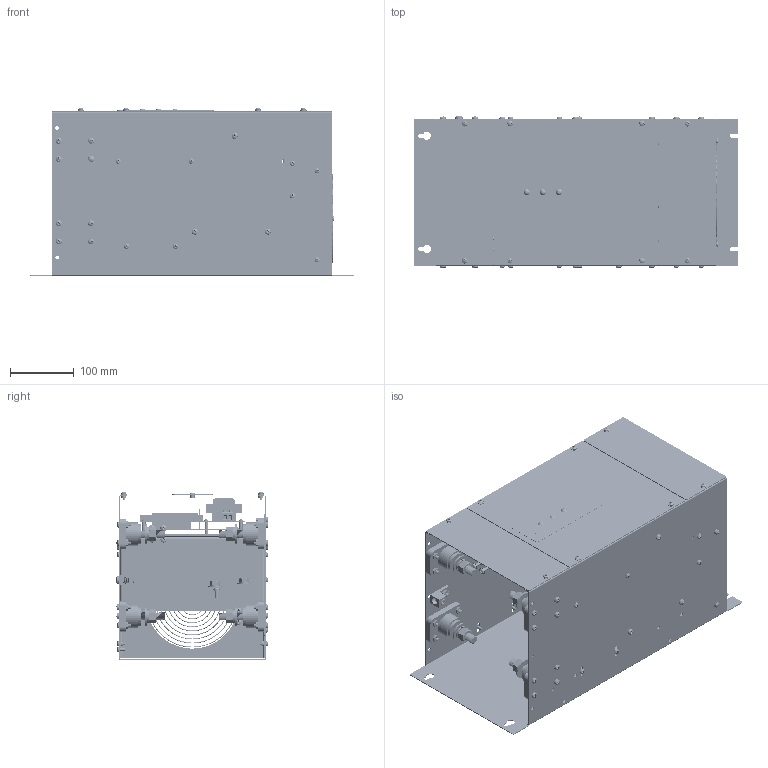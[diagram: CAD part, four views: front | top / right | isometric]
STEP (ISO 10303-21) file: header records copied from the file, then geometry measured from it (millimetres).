
FILE_DESCRIPTION (( 'STEP AP214' ), '1' );
FILE_NAME ('M3452-K9-V2.STEP', '2024-02-21T18:34:52', ( '' ), ( '' ), 'SwSTEP 2.0', 'SolidWorks 2023', '' );
FILE_SCHEMA (( 'AUTOMOTIVE_DESIGN' ));
Length unit declared in the file: inch
Products named in the file (56): pan cross head_ai_CR-PHMS 0.19-32x0.75x0.75-S; LD AMB-LENS-L05; MTW 3452-K9-FPX2; lock washer spring regular_ai_Regular LW 0.5; MTW 3452-K6-IB; flat washer type b narrow_ai_Narrow FW 0.19; pan cross head_ai_CR-PHMS 0.164-32x0.625x0.625-S; machine screw nut hex_ai_MSHXNUT 0.250-28-S-N; blind standoff_pmi_PEM BSOS-632-26 ---S; MTW 3452-K9-V2-UF; flat washer type b regular_ai_Regular FW 0.3125; FS HOLDR-39; pan cross head_ai_CR-PHMS 0.19-32x0.5x0.5-N; machine screw nut hex_ai_MSHXNUT 0.190-32-S-N; flat washer type b regular_ai_Regular FW 0.5; self-clinching nut_pmi_PEM CLS-632-2 ---S; pan cross head_ai_CR-PHMS 0.164-32x0.375x0.375-N; pan cross head_ai_CR-PHMS 0.138-32x0.375x0.375-N; LD GRN-LENS-L05; LBL 3452; lock washer spring regular_ai_Regular LW 0.3125; MTW 3452-K9-BDB; MTW 3452-K9-V2-DB; MTW 3452-K9-FAB; lock washer spring regular_ai_Regular LW 0.19; 3452I2D; FN 6.0-GRILL; internal tooth-lock washers_ai_Internal Tooth LW Type A-0.19; self-clinching nut_pmi_PEM S-832-0 ZI--N; MTW 3452K9-FPL1; hex nut_ai_HNUT 0.5000-20-D-N; machine screw nut hex_ai_MSHXNUT 0.3125-18-S-N; 3452R7D; WA LSS-GND-20; 832x.375lg sem_91241A652; lock washer spring regular_ai_Regular LW 0.138; pan cross head_ai_CR-PHMS 0.25-28x0.625x0.625-S; blind standoff_pmi_PEM BSOS-632-22 ---S; flat washer narrow_am_B18.22M - Plain washer, 5 mm, narrow; blind standoff_pmi_PEM BSO-632-26 ZI--N ...
Assembly tree (228 placements, depth 3):
  M3452-K9-V2
    MTW 3452-K9-V2-UF
      MTW 3452-K9-V2-UF
      self-clinching nut_pmi_PEM CLS-832-2 ---S  x8
    PLP 3452-FIB
    FS HOLDR-39  x4
    MTW 3452-K9-FAB
      MTW 3452-K9-FAB
      self-clinching nut_pmi_PEM CLS-832-2 ---S  x4
      self-clinching nut_pmi_PEM CLS-632-2 ---S  x2
    FN 6.0-GRILL
    flat washer type b regular_ai_Regular FW 0.5  x4
    lock washer spring regular_ai_Regular LW 0.5  x4
    hex nut_ai_HNUT 0.5000-20-D-N  x2
    internal tooth-lock washers_ai_Internal Tooth LW Type A-0.19  x33
    pan cross head_ai_CR-PHMS 0.19-32x0.75x0.75-S  x16
    machine screw nut hex_ai_MSHXNUT 0.190-32-S-N  x16
    WA LSS-GND-20
    internal tooth-lock washers_ai_Internal Tooth LW Type A-0.25
    pan cross head_ai_CR-PHMS 0.25-28x0.625x0.625-S
    machine screw nut hex_ai_MSHXNUT 0.250-28-S-N
    MTW 3452-K9-V2-DB
      MTW 3452-K9-V2-DB
      self-clinching nut_pmi_PEM CLS-832-2 ---S  x4
    pan cross head_ai_CR-PHMS 0.164-32x0.625x0.625-S  x2
    machine screw nut hex_ai_MSHXNUT 0.164-32-S-N  x2
    pan cross head_ai_CR-PHMS 0.164-32x0.375x0.375-S  x12
    flat washer type b narrow_ai_Narrow FW 0.19  x8
    lock washer spring regular_ai_Regular LW 0.19  x9
    pan cross head_ai_CR-PHMS 0.19-32x0.625x0.625-N  x9
    flat washer narrow_am_B18.22M - Plain washer, 5 mm, narrow
    pan cross head_am_B18.6.7M - M5 x 0.8 x 13 Type I Cross Recessed PHMS --13N
    flat washer type b regular_ai_Regular FW 0.3125  x2
    lock washer spring regular_ai_Regular LW 0.3125  x2
    machine screw nut hex_ai_MSHXNUT 0.3125-18-S-N  x2
    MTW 3452-K9-BDB
      MTW 3452-K9-BDB
      self-clinching nut_pmi_PEM S-832-0 ZI--N  x4
      blind standoff_pmi_PEM BSOS-632-22 ---S  x4
    MTW 3452-K6-IB
      MTW 3452-K6-IB
      blind standoff_pmi_PEM BSOS-632-26 ---S  x5
      blind standoff_pmi_PEM BSO-632-26 ZI--N
    3452I2D
    3452R7D
    lock washer spring regular_ai_Regular LW 0.138  x10
    pan cross head_ai_CR-PHMS 0.138-32x0.375x0.375-N  x10
    internal tooth-lock washers_ai_Internal Tooth LW Type A-0.164  x4
    pan cross head_ai_CR-PHMS 0.164-32x0.375x0.375-N  x4
    pan cross head_ai_CR-PHMS 0.19-32x0.5x0.5-N  x4
    hex nut_ai_HNUT 0.5000-13-D-N  x2
    MTW 3452K9-FPL1
    MTW 3452-K9-FPX2  x2
    LBL 3452
    832x.375lg sem_91241A652  x8
    LD RED-LENS-L05
    LD GRN-LENS-L05
    LD AMB-LENS-L05
Bounding box: 508 x 239.43 x 263.57 mm (x, y, z)
Volume: 1354013.1 mm3; surface area: 1477322.9 mm2
Topology: 242 solids, 242 shells, 15183 faces, 39252 edges, 24846 vertices
Faces by surface type: plane 5477, cylinder 4455, cone 3718, bspline 993, torus 406, sphere 134
Entity records: 185206 total; most frequent: CARTESIAN_POINT 74813, ORIENTED_EDGE 23844, DIRECTION 20000, EDGE_CURVE 11922, VERTEX_POINT 7675, AXIS2_PLACEMENT_3D 6746, LINE 6508, VECTOR 6508
